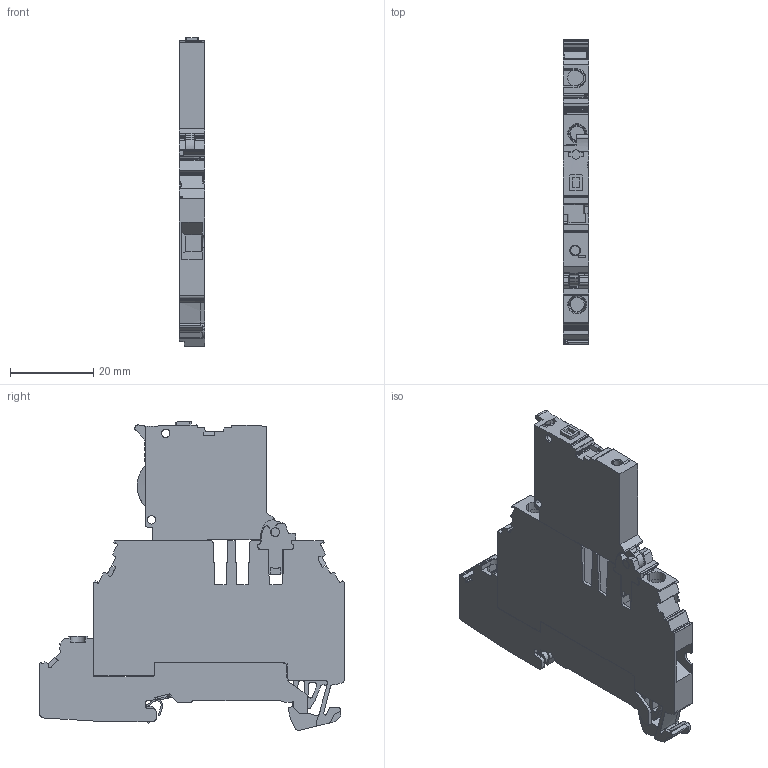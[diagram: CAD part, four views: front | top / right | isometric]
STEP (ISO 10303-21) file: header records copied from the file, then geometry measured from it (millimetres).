
FILE_DESCRIPTION(('CATIA V5 STEP Exchange','CAx-IF Rec.Pracs.--- Model Styling and Organization---1.5--- 2016-08-15','CAx-IF Rec.Pracs.---Supplemental Geometry---1.0---2011-11-01','CAx-IF Rec.Pracs.--- Composite Materials ---1.1---2010-07-15'),'2;1');
FILE_NAME ('1473439-1_1', '2025-09-19T13:13:11+00:00', ('none'), ('Weidmueller'), 'CATIA Version 5-6 Release 2024 SP4', 'CATIA V5 STEP AP214 v3', 'none');
FILE_SCHEMA(('AUTOMOTIVE_DESIGN { 1 0 10303 214 1 1 1 1 }'));
Products named in the file (1): 2893180000
Bounding box: 6.1 x 72.95 x 73.93 mm (x, y, z)
Volume: 17668.3 mm3; surface area: 13529.2 mm2
Topology: 8 solids, 11 shells, 1926 faces, 5448 edges, 3572 vertices
Faces by surface type: plane 1154, cylinder 531, extrusion 95, torus 80, cone 44, bspline 14, sphere 8
Entity records: 63188 total; most frequent: CARTESIAN_POINT 15303, ORIENTED_EDGE 10880, DIRECTION 8196, EDGE_CURVE 5440, VECTOR 4067, LINE 3972, VERTEX_POINT 3572, AXIS2_PLACEMENT_3D 2547
